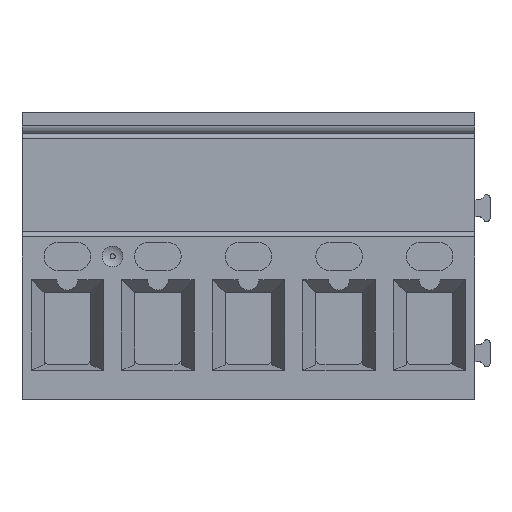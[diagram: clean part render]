
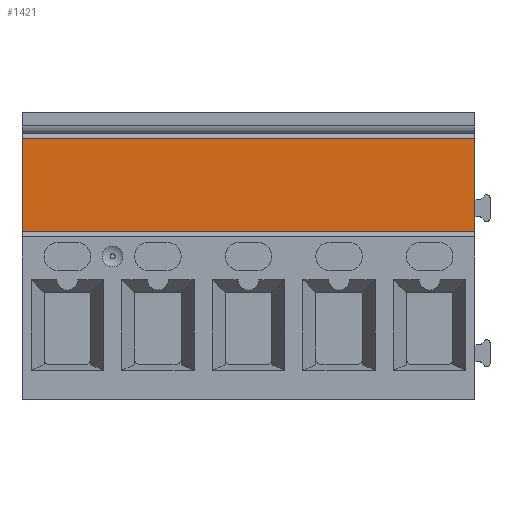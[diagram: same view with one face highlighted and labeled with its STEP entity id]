
A CAD part, top view. The second image highlights one B-rep face of the part: STEP entity #1421.
In plain terms, the highlighted planar face has unit normal (0, 0, 1).
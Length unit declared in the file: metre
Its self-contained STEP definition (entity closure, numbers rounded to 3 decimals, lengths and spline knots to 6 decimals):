
#1421=ADVANCED_FACE('',(#3099),#3100,.T.);
#3099=FACE_OUTER_BOUND('',#5041,.T.);
#3100=PLANE('',#5042);
#5041=EDGE_LOOP('',(#9294,#9295,#9296,#9297));
#5042=AXIS2_PLACEMENT_3D('',#9298,#9299,#9300);
#9294=ORIENTED_EDGE('',*,*,#12811,.F.);
#9295=ORIENTED_EDGE('',*,*,#12597,.F.);
#9296=ORIENTED_EDGE('',*,*,#12813,.T.);
#9297=ORIENTED_EDGE('',*,*,#12610,.F.);
#9298=CARTESIAN_POINT('',(6.810813,5.815861,0.404371));
#9299=DIRECTION('',(0.,0.,1.0));
#9300=DIRECTION('',(1.0,0.,0.0));
#12597=EDGE_CURVE('',#15433,#15435,#15436,.T.);
#12610=EDGE_CURVE('',#15455,#15457,#15458,.T.);
#12811=EDGE_CURVE('',#15435,#15455,#15800,.T.);
#12813=EDGE_CURVE('',#15433,#15457,#15802,.T.);
#15433=VERTEX_POINT('',#19397);
#15435=VERTEX_POINT('',#19399);
#15436=LINE('',#19400,#19401);
#15455=VERTEX_POINT('',#19427);
#15457=VERTEX_POINT('',#19430);
#15458=LINE('',#19431,#19432);
#15800=LINE('',#20006,#20007);
#15802=LINE('',#20009,#20010);
#19397=CARTESIAN_POINT('',(6.831813,5.815161,0.404371));
#19399=CARTESIAN_POINT('',(6.831813,5.811561,0.404371));
#19400=CARTESIAN_POINT('',(6.831813,5.810661,0.404371));
#19401=VECTOR('',#22465,1.0);
#19427=CARTESIAN_POINT('',(6.814313,5.811561,0.404371));
#19430=CARTESIAN_POINT('',(6.814313,5.815161,0.404371));
#19431=CARTESIAN_POINT('',(6.814313,5.810661,0.404371));
#19432=VECTOR('',#22480,1.0);
#20006=CARTESIAN_POINT('',(6.831813,5.811561,0.404371));
#20007=VECTOR('',#22605,1.0);
#20009=CARTESIAN_POINT('',(6.823063,5.815161,0.404371));
#20010=VECTOR('',#22606,1.0);
#22465=DIRECTION('',(0.,-1.0,0.0));
#22480=DIRECTION('',(0.,1.0,0.0));
#22605=DIRECTION('',(-1.0,0.,0.));
#22606=DIRECTION('',(-1.0,0.,0.));
